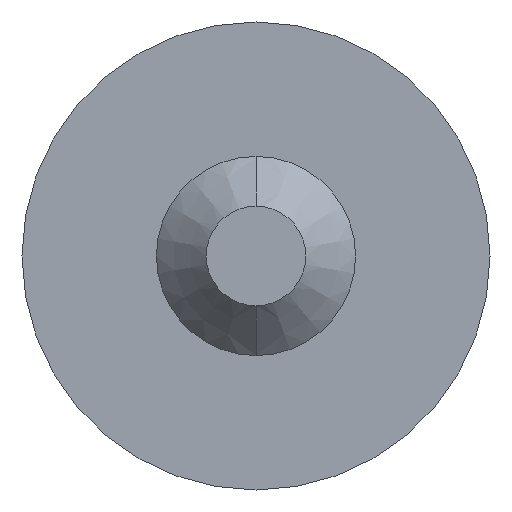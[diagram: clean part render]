
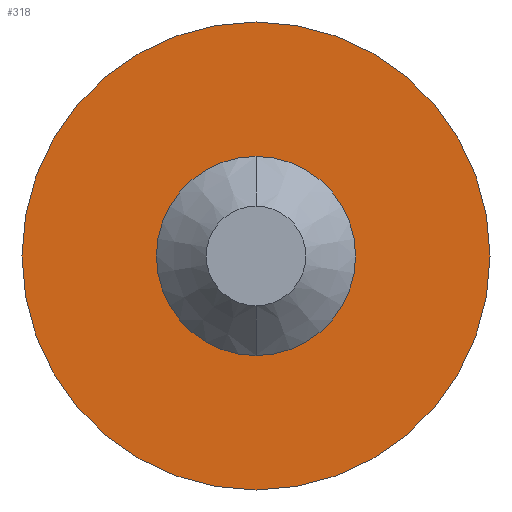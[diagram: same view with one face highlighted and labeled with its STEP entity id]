
A CAD part, front view. The second image highlights one B-rep face of the part: STEP entity #318.
In plain terms, the highlighted planar face has unit normal (0, -1, 0).
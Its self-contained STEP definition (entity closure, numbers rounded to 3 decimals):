
#1 = CARTESIAN_POINT ( 'NONE',  ( 0., 7., 0. ) ) ;
#3 = FACE_OUTER_BOUND ( 'NONE', #126, .T. ) ;
#21 = CARTESIAN_POINT ( 'NONE',  ( 0., 7., -1. ) ) ;
#22 = CARTESIAN_POINT ( 'NONE',  ( 1., 7., 0. ) ) ;
#25 = AXIS2_PLACEMENT_3D ( 'NONE', #22, #54, #251 ) ;
#33 = CARTESIAN_POINT ( 'NONE',  ( 0., 7., 0. ) ) ;
#41 = CIRCLE ( 'NONE', #165, 1. ) ;
#42 = DIRECTION ( 'NONE',  ( 0., -1., 0. ) ) ;
#48 = AXIS2_PLACEMENT_3D ( 'NONE', #33, #185, #329 ) ;
#54 = DIRECTION ( 'NONE',  ( 0., -1., 0. ) ) ;
#58 = ORIENTED_EDGE ( 'NONE', *, *, #81, .F. ) ;
#61 = EDGE_CURVE ( 'NONE', #78, #356, #224, .T. ) ;
#78 = VERTEX_POINT ( 'NONE', #262 ) ;
#79 = DIRECTION ( 'NONE',  ( 0., 0., -1. ) ) ;
#81 = EDGE_CURVE ( 'NONE', #306, #276, #87, .T. ) ;
#84 = PLANE ( 'NONE',  #25 ) ;
#87 = CIRCLE ( 'NONE', #48, 1. ) ;
#126 = EDGE_LOOP ( 'NONE', ( #240, #170 ) ) ;
#150 = CIRCLE ( 'NONE', #332, 2.35 ) ;
#163 = DIRECTION ( 'NONE',  ( 0., -1., 0. ) ) ;
#165 = AXIS2_PLACEMENT_3D ( 'NONE', #309, #163, #79 ) ;
#170 = ORIENTED_EDGE ( 'NONE', *, *, #195, .T. ) ;
#171 = EDGE_CURVE ( 'NONE', #276, #306, #41, .T. ) ;
#185 = DIRECTION ( 'NONE',  ( 0., -1., 0. ) ) ;
#187 = FACE_BOUND ( 'NONE', #249, .T. ) ;
#193 = CARTESIAN_POINT ( 'NONE',  ( 0., 7., 0. ) ) ;
#195 = EDGE_CURVE ( 'NONE', #356, #78, #150, .T. ) ;
#224 = CIRCLE ( 'NONE', #247, 2.35 ) ;
#230 = CARTESIAN_POINT ( 'NONE',  ( 0., 7., 2.35 ) ) ;
#240 = ORIENTED_EDGE ( 'NONE', *, *, #61, .T. ) ;
#242 = DIRECTION ( 'NONE',  ( 0., 0., -1. ) ) ;
#247 = AXIS2_PLACEMENT_3D ( 'NONE', #1, #345, #370 ) ;
#249 = EDGE_LOOP ( 'NONE', ( #328, #58 ) ) ;
#251 = DIRECTION ( 'NONE',  ( 0., 0., -1. ) ) ;
#262 = CARTESIAN_POINT ( 'NONE',  ( 0., 7., -2.35 ) ) ;
#276 = VERTEX_POINT ( 'NONE', #21 ) ;
#306 = VERTEX_POINT ( 'NONE', #366 ) ;
#309 = CARTESIAN_POINT ( 'NONE',  ( 0., 7., 0. ) ) ;
#318 = ADVANCED_FACE ( 'NONE', ( #3, #187 ), #84, .T. ) ;
#328 = ORIENTED_EDGE ( 'NONE', *, *, #171, .F. ) ;
#329 = DIRECTION ( 'NONE',  ( 0., 0., -1. ) ) ;
#332 = AXIS2_PLACEMENT_3D ( 'NONE', #193, #42, #242 ) ;
#345 = DIRECTION ( 'NONE',  ( 0., -1., 0. ) ) ;
#356 = VERTEX_POINT ( 'NONE', #230 ) ;
#366 = CARTESIAN_POINT ( 'NONE',  ( 0., 7., 1. ) ) ;
#370 = DIRECTION ( 'NONE',  ( 0., 0., -1. ) ) ;
